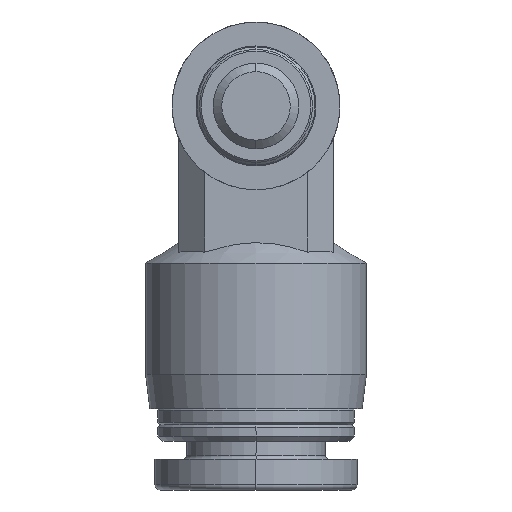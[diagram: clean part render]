
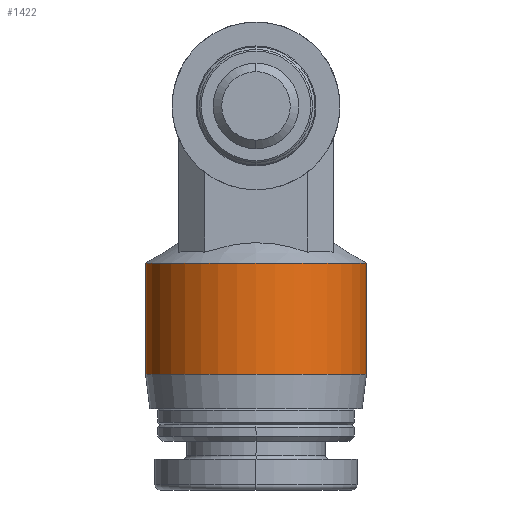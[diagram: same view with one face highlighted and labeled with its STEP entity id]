
A CAD part, left-side view. The second image highlights one B-rep face of the part: STEP entity #1422.
In plain terms, the highlighted cylindrical face has radius 6.45 mm (diameter 12.9 mm), a full revolution.
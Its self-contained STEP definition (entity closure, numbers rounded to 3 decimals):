
#24=CYLINDRICAL_SURFACE('',#1526,6.45);
#98=FACE_OUTER_BOUND('',#195,.T.);
#195=EDGE_LOOP('',(#972,#973,#974,#975,#976,#977));
#300=CIRCLE('',#1518,6.45);
#301=CIRCLE('',#1519,6.45);
#306=CIRCLE('',#1527,6.45);
#307=CIRCLE('',#1528,6.45);
#410=LINE('',#2285,#500);
#500=VECTOR('',#1747,6.45);
#609=VERTEX_POINT('',#2249);
#610=VERTEX_POINT('',#2251);
#619=VERTEX_POINT('',#2284);
#620=VERTEX_POINT('',#2286);
#744=EDGE_CURVE('',#609,#610,#300,.T.);
#745=EDGE_CURVE('',#610,#609,#301,.T.);
#755=EDGE_CURVE('',#610,#619,#410,.T.);
#756=EDGE_CURVE('',#620,#619,#306,.T.);
#757=EDGE_CURVE('',#619,#620,#307,.T.);
#972=ORIENTED_EDGE('',*,*,#745,.F.);
#973=ORIENTED_EDGE('',*,*,#755,.T.);
#974=ORIENTED_EDGE('',*,*,#756,.F.);
#975=ORIENTED_EDGE('',*,*,#757,.F.);
#976=ORIENTED_EDGE('',*,*,#755,.F.);
#977=ORIENTED_EDGE('',*,*,#744,.F.);
#1422=ADVANCED_FACE('',(#98),#24,.T.);
#1518=AXIS2_PLACEMENT_3D('',#2252,#1729,#1730);
#1519=AXIS2_PLACEMENT_3D('',#2253,#1731,#1732);
#1526=AXIS2_PLACEMENT_3D('',#2283,#1745,#1746);
#1527=AXIS2_PLACEMENT_3D('',#2287,#1748,#1749);
#1528=AXIS2_PLACEMENT_3D('',#2288,#1750,#1751);
#1729=DIRECTION('center_axis',(0.,0.,
1.));
#1730=DIRECTION('ref_axis',(-1.,0.,0.));
#1731=DIRECTION('center_axis',(0.,0.,
1.));
#1732=DIRECTION('ref_axis',(-1.,0.,0.));
#1745=DIRECTION('center_axis',(0.,0.,
1.));
#1746=DIRECTION('ref_axis',(1.,0.,0.));
#1747=DIRECTION('',(0.,0.,-1.));
#1748=DIRECTION('center_axis',(0.,0.,
-1.));
#1749=DIRECTION('ref_axis',(0.,-1.,0.));
#1750=DIRECTION('center_axis',(0.,0.,
-1.));
#1751=DIRECTION('ref_axis',(0.,-1.,0.));
#2249=CARTESIAN_POINT('',(6.45,0.,13.25));
#2251=CARTESIAN_POINT('',(-6.45,0.,13.25));
#2252=CARTESIAN_POINT('Origin',(0.,0.,
13.25));
#2253=CARTESIAN_POINT('Origin',(0.,0.,
13.25));
#2283=CARTESIAN_POINT('Origin',(0.,0.,
6.75));
#2284=CARTESIAN_POINT('',(-6.45,0.,6.75));
#2285=CARTESIAN_POINT('',(-6.45,0.,6.75));
#2286=CARTESIAN_POINT('',(0.,6.45,6.75));
#2287=CARTESIAN_POINT('Origin',(0.,0.,
6.75));
#2288=CARTESIAN_POINT('Origin',(0.,0.,
6.75));
